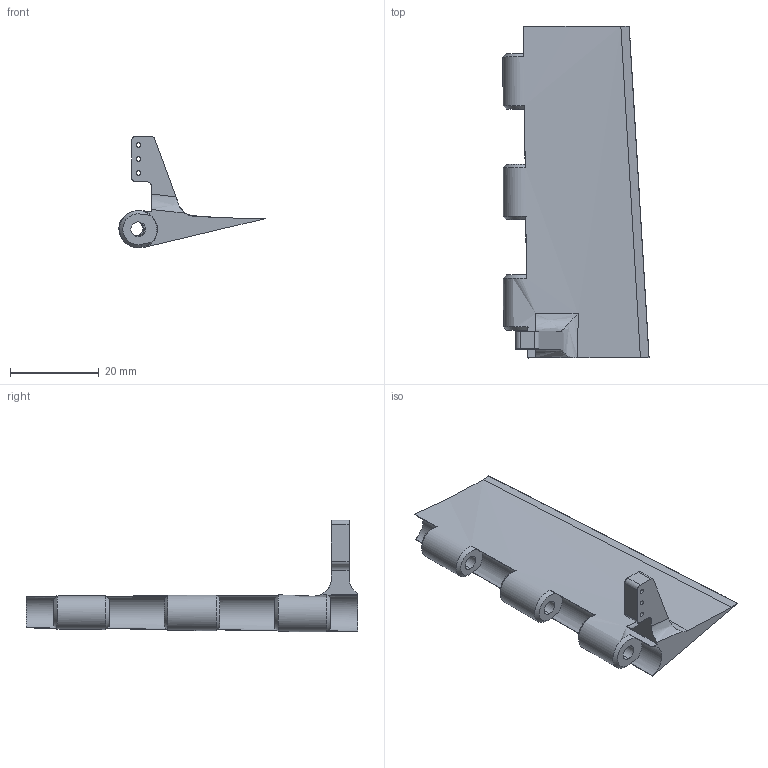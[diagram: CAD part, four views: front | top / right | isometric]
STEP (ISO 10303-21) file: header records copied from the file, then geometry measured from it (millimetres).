
FILE_DESCRIPTION (( 'STEP AP203' ), '1' );
FILE_NAME ('Mariah1b.STEP', '2021-03-23T19:30:00', ( '' ), ( '' ), 'SwSTEP 2.0', 'SolidWorks 2020', '' );
FILE_SCHEMA (( 'CONFIG_CONTROL_DESIGN' ));
Length unit declared in the file: metre
Products named in the file (1): Mariah1b
Bounding box: 33.02 x 75 x 25.26 mm (x, y, z)
Volume: 7907.4 mm3; surface area: 5998.9 mm2
Topology: 1 solids, 1 shells, 63 faces, 177 edges, 116 vertices
Faces by surface type: bspline 37, plane 16, cylinder 10
Entity records: 6489 total; most frequent: CARTESIAN_POINT 5113, ORIENTED_EDGE 354, EDGE_CURVE 177, DIRECTION 130, B_SPLINE_CURVE_WITH_KNOTS 121, VERTEX_POINT 116, EDGE_LOOP 75, ADVANCED_FACE 63
